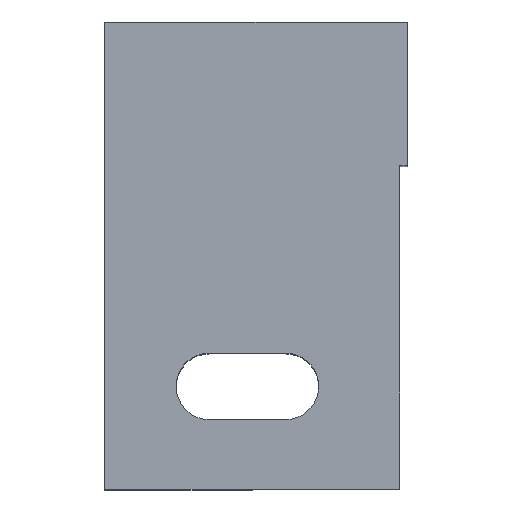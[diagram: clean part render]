
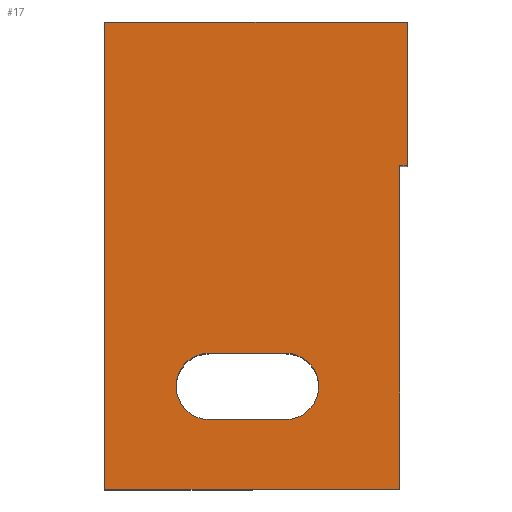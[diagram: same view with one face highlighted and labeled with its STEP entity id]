
A CAD part, top view. The second image highlights one B-rep face of the part: STEP entity #17.
In plain terms, the highlighted planar face has unit normal (0, 0, 1).
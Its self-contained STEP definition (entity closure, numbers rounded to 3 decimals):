
#13 = CARTESIAN_POINT ( 'NONE',  ( 1492.5, -48.3, 49.8 ) ) ;
#16 = ORIENTED_EDGE ( 'NONE', *, *, #427, .F. ) ;
#17 = ADVANCED_FACE ( 'NONE', ( #696, #546 ), #622, .T. ) ;
#18 = VECTOR ( 'NONE', #596, 1000. ) ;
#29 = LINE ( 'NONE', #397, #320 ) ;
#32 = ORIENTED_EDGE ( 'NONE', *, *, #360, .T. ) ;
#39 = CIRCLE ( 'NONE', #141, 3.5 ) ;
#43 = CIRCLE ( 'NONE', #761, 3.5 ) ;
#45 = LINE ( 'NONE', #292, #207 ) ;
#48 = LINE ( 'NONE', #621, #18 ) ;
#67 = CARTESIAN_POINT ( 'NONE',  ( 1493.5, -48.3, 49.8 ) ) ;
#98 = VECTOR ( 'NONE', #220, 1000. ) ;
#100 = ORIENTED_EDGE ( 'NONE', *, *, #275, .F. ) ;
#101 = VERTEX_POINT ( 'NONE', #710 ) ;
#103 = EDGE_CURVE ( 'NONE', #464, #516, #29, .T. ) ;
#137 = ORIENTED_EDGE ( 'NONE', *, *, #713, .F. ) ;
#141 = AXIS2_PLACEMENT_3D ( 'NONE', #636, #634, #631 ) ;
#178 = ORIENTED_EDGE ( 'NONE', *, *, #103, .T. ) ;
#200 = VERTEX_POINT ( 'NONE', #744 ) ;
#207 = VECTOR ( 'NONE', #310, 1000. ) ;
#220 = DIRECTION ( 'NONE',  ( -1., 0., 0. ) ) ;
#228 = ORIENTED_EDGE ( 'NONE', *, *, #300, .F. ) ;
#233 = VECTOR ( 'NONE', #749, 1000. ) ;
#256 = ORIENTED_EDGE ( 'NONE', *, *, #466, .F. ) ;
#264 = AXIS2_PLACEMENT_3D ( 'NONE', #740, #470, #533 ) ;
#275 = EDGE_CURVE ( 'NONE', #373, #361, #290, .T. ) ;
#285 = VERTEX_POINT ( 'NONE', #384 ) ;
#290 = LINE ( 'NONE', #13, #442 ) ;
#292 = CARTESIAN_POINT ( 'NONE',  ( 1494.3, -1.5, 49.8 ) ) ;
#300 = EDGE_CURVE ( 'NONE', #101, #200, #342, .T. ) ;
#308 = DIRECTION ( 'NONE',  ( -1., 0., 0. ) ) ;
#310 = DIRECTION ( 'NONE',  ( 0., -1., 0. ) ) ;
#320 = VECTOR ( 'NONE', #308, 1000. ) ;
#339 = EDGE_CURVE ( 'NONE', #285, #388, #619, .T. ) ;
#342 = LINE ( 'NONE', #391, #98 ) ;
#360 = EDGE_CURVE ( 'NONE', #373, #388, #408, .T. ) ;
#361 = VERTEX_POINT ( 'NONE', #757 ) ;
#373 = VERTEX_POINT ( 'NONE', #67 ) ;
#381 = VECTOR ( 'NONE', #732, 1000. ) ;
#384 = CARTESIAN_POINT ( 'NONE',  ( 1494.3, -14.3, 49.8 ) ) ;
#385 = EDGE_CURVE ( 'NONE', #508, #573, #445, .T. ) ;
#388 = VERTEX_POINT ( 'NONE', #688 ) ;
#391 = CARTESIAN_POINT ( 'NONE',  ( 1481.5, -34., 49.8 ) ) ;
#397 = CARTESIAN_POINT ( 'NONE',  ( 1493.5, 0.8, 49.8 ) ) ;
#408 = LINE ( 'NONE', #716, #381 ) ;
#427 = EDGE_CURVE ( 'NONE', #573, #101, #39, .T. ) ;
#442 = VECTOR ( 'NONE', #559, 1000. ) ;
#445 = LINE ( 'NONE', #746, #663 ) ;
#449 = DIRECTION ( 'NONE',  ( 1., 0., 0. ) ) ;
#451 = DIRECTION ( 'NONE',  ( 0., 0., 1. ) ) ;
#454 = CARTESIAN_POINT ( 'NONE',  ( 1473.5, -37.5, 49.8 ) ) ;
#459 = CARTESIAN_POINT ( 'NONE',  ( 1481.5, -41., 49.8 ) ) ;
#464 = VERTEX_POINT ( 'NONE', #607 ) ;
#466 = EDGE_CURVE ( 'NONE', #361, #516, #48, .T. ) ;
#470 = DIRECTION ( 'NONE',  ( 0., 0., 1. ) ) ;
#504 = CARTESIAN_POINT ( 'NONE',  ( 1462.5, 0.8, 49.8 ) ) ;
#508 = VERTEX_POINT ( 'NONE', #563 ) ;
#516 = VERTEX_POINT ( 'NONE', #504 ) ;
#533 = DIRECTION ( 'NONE',  ( 0., -1., 0. ) ) ;
#543 = EDGE_LOOP ( 'NONE', ( #256, #100, #32, #648, #137, #178 ) ) ;
#546 = FACE_OUTER_BOUND ( 'NONE', #543, .T. ) ;
#548 = EDGE_CURVE ( 'NONE', #200, #508, #43, .T. ) ;
#559 = DIRECTION ( 'NONE',  ( -1., 0., 0. ) ) ;
#563 = CARTESIAN_POINT ( 'NONE',  ( 1473.5, -41., 49.8 ) ) ;
#573 = VERTEX_POINT ( 'NONE', #459 ) ;
#596 = DIRECTION ( 'NONE',  ( 0., 1., 0. ) ) ;
#607 = CARTESIAN_POINT ( 'NONE',  ( 1494.3, 0.8, 49.8 ) ) ;
#619 = LINE ( 'NONE', #705, #233 ) ;
#621 = CARTESIAN_POINT ( 'NONE',  ( 1462.5, -1., 49.8 ) ) ;
#622 = PLANE ( 'NONE',  #264 ) ;
#631 = DIRECTION ( 'NONE',  ( 1., 0., 0. ) ) ;
#634 = DIRECTION ( 'NONE',  ( 0., 0., 1. ) ) ;
#636 = CARTESIAN_POINT ( 'NONE',  ( 1481.5, -37.5, 49.8 ) ) ;
#648 = ORIENTED_EDGE ( 'NONE', *, *, #339, .F. ) ;
#663 = VECTOR ( 'NONE', #693, 1000. ) ;
#688 = CARTESIAN_POINT ( 'NONE',  ( 1493.5, -14.3, 49.8 ) ) ;
#693 = DIRECTION ( 'NONE',  ( 1., 0., 0. ) ) ;
#696 = FACE_BOUND ( 'NONE', #756, .T. ) ;
#705 = CARTESIAN_POINT ( 'NONE',  ( 1494.3, -14.3, 49.8 ) ) ;
#706 = ORIENTED_EDGE ( 'NONE', *, *, #548, .F. ) ;
#710 = CARTESIAN_POINT ( 'NONE',  ( 1481.5, -34., 49.8 ) ) ;
#713 = EDGE_CURVE ( 'NONE', #464, #285, #45, .T. ) ;
#716 = CARTESIAN_POINT ( 'NONE',  ( 1493.5, -48.3, 49.8 ) ) ;
#722 = ORIENTED_EDGE ( 'NONE', *, *, #385, .F. ) ;
#732 = DIRECTION ( 'NONE',  ( 0., 1., 0. ) ) ;
#740 = CARTESIAN_POINT ( 'NONE',  ( 1492.5, -1., 49.8 ) ) ;
#744 = CARTESIAN_POINT ( 'NONE',  ( 1473.5, -34., 49.8 ) ) ;
#746 = CARTESIAN_POINT ( 'NONE',  ( 1473.5, -41., 49.8 ) ) ;
#749 = DIRECTION ( 'NONE',  ( -1., 0., 0. ) ) ;
#756 = EDGE_LOOP ( 'NONE', ( #706, #228, #16, #722 ) ) ;
#757 = CARTESIAN_POINT ( 'NONE',  ( 1462.5, -48.3, 49.8 ) ) ;
#761 = AXIS2_PLACEMENT_3D ( 'NONE', #454, #451, #449 ) ;
